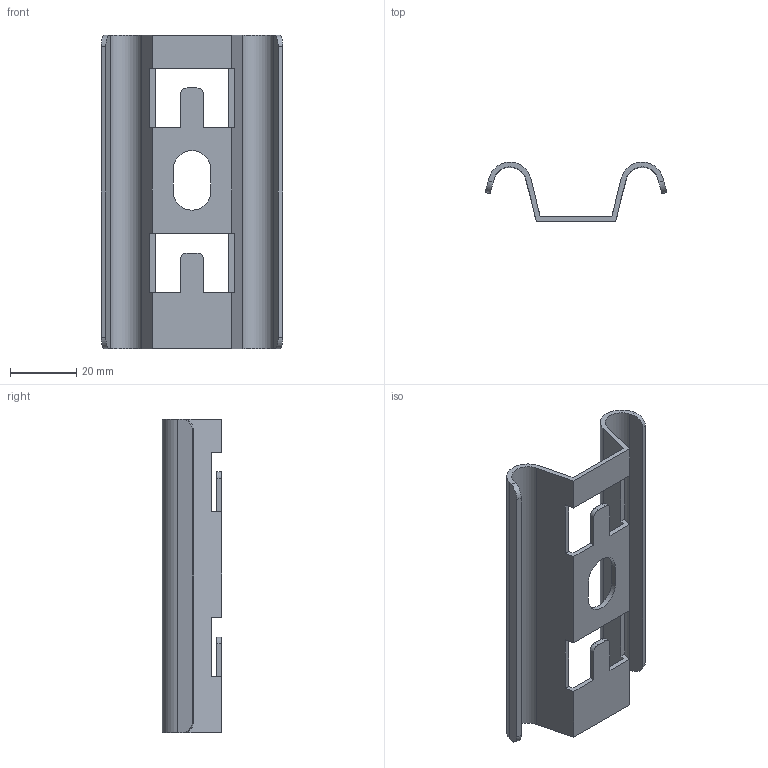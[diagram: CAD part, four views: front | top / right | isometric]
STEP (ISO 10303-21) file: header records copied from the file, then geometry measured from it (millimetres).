
FILE_DESCRIPTION (( 'STEP AP203' ), '1' );
FILE_NAME ('CLW10-VV-100_Äåðæàòåëü ãîðèçîíòàëüíûé VV 100.STEP', '2016-04-13T12:22:58', ( '' ), ( '' ), 'SwSTEP 2.0', 'SolidWorks 2014', '' );
FILE_SCHEMA (( 'CONFIG_CONTROL_DESIGN' ));
Length unit declared in the file: millimetre
Products named in the file (1): CLW10-VV-100_Äåðæàòåëü ãîðèçîíòàëüíûé VV 100
Bounding box: 55 x 17.98 x 95 mm (x, y, z)
Volume: 10885.9 mm3; surface area: 15468.3 mm2
Topology: 1 solids, 1 shells, 50 faces, 156 edges, 104 vertices
Faces by surface type: plane 36, cylinder 14
Entity records: 1817 total; most frequent: ORIENTED_EDGE 312, CARTESIAN_POINT 311, DIRECTION 286, EDGE_CURVE 156, LINE 128, VECTOR 128, VERTEX_POINT 104, AXIS2_PLACEMENT_3D 79
